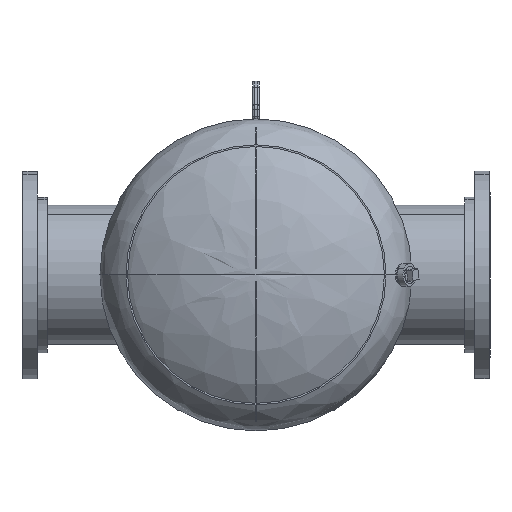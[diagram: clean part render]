
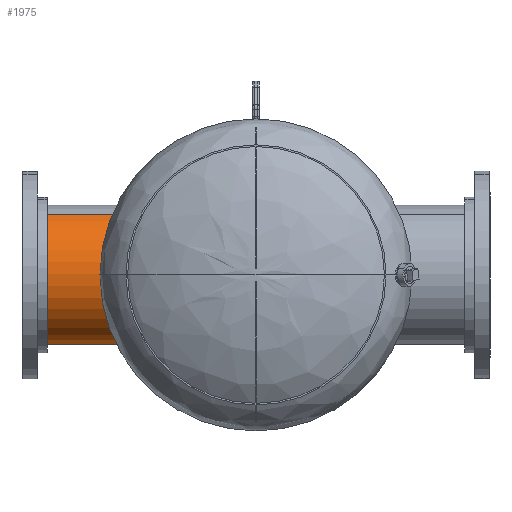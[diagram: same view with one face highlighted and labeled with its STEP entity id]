
A CAD part, front view. The second image highlights one B-rep face of the part: STEP entity #1975.
In plain terms, the highlighted cylindrical face has radius 136.525 mm (diameter 273.05 mm), a partial arc.
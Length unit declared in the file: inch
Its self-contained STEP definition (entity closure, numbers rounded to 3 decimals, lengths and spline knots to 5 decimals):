
#219 = DIRECTION ( 'NONE',  ( 0., 0., -1. ) ) ;
#287 = CYLINDRICAL_SURFACE ( 'NONE', #12857, 5.375 ) ;
#335 = CARTESIAN_POINT ( 'NONE',  ( 0., 8., 0. ) ) ;
#369 = VECTOR ( 'NONE', #2448, 39.37008 ) ;
#1436 = CARTESIAN_POINT ( 'NONE',  ( 0., 0., 5.375 ) ) ;
#1975 = ADVANCED_FACE ( 'NONE', ( #8849 ), #287, .T. ) ;
#2422 = CARTESIAN_POINT ( 'NONE',  ( 0., 8., 0. ) ) ;
#2448 = DIRECTION ( 'NONE',  ( 0., -1., 0. ) ) ;
#3234 = VERTEX_POINT ( 'NONE', #11570 ) ;
#3333 = CIRCLE ( 'NONE', #5564, 5.375 ) ;
#3474 = CARTESIAN_POINT ( 'NONE',  ( 0., 8., 5.375 ) ) ;
#3504 = EDGE_LOOP ( 'NONE', ( #7385, #9044, #4149, #11752 ) ) ;
#4149 = ORIENTED_EDGE ( 'NONE', *, *, #10669, .T. ) ;
#4257 = CIRCLE ( 'NONE', #11089, 5.375 ) ;
#4560 = DIRECTION ( 'NONE',  ( 0., -1., 0. ) ) ;
#4706 = VECTOR ( 'NONE', #4560, 39.37008 ) ;
#4827 = CARTESIAN_POINT ( 'NONE',  ( 0., 0., 0. ) ) ;
#4890 = DIRECTION ( 'NONE',  ( 0., 0., 1. ) ) ;
#5564 = AXIS2_PLACEMENT_3D ( 'NONE', #335, #8822, #7906 ) ;
#5733 = CARTESIAN_POINT ( 'NONE',  ( 0., 8., -5.375 ) ) ;
#6175 = VERTEX_POINT ( 'NONE', #10844 ) ;
#7385 = ORIENTED_EDGE ( 'NONE', *, *, #9316, .F. ) ;
#7556 = EDGE_CURVE ( 'NONE', #3234, #6175, #3333, .T. ) ;
#7700 = VERTEX_POINT ( 'NONE', #1436 ) ;
#7906 = DIRECTION ( 'NONE',  ( 0., 0., 1. ) ) ;
#8822 = DIRECTION ( 'NONE',  ( 0., 1., 0. ) ) ;
#8849 = FACE_OUTER_BOUND ( 'NONE', #3504, .T. ) ;
#9044 = ORIENTED_EDGE ( 'NONE', *, *, #7556, .F. ) ;
#9316 = EDGE_CURVE ( 'NONE', #6175, #7700, #10037, .T. ) ;
#9816 = DIRECTION ( 'NONE',  ( 0., -1., 0. ) ) ;
#9936 = CARTESIAN_POINT ( 'NONE',  ( 0., 0., -5.375 ) ) ;
#10037 = LINE ( 'NONE', #3474, #369 ) ;
#10276 = DIRECTION ( 'NONE',  ( 0., 1., 0. ) ) ;
#10512 = VERTEX_POINT ( 'NONE', #9936 ) ;
#10669 = EDGE_CURVE ( 'NONE', #3234, #10512, #11770, .T. ) ;
#10844 = CARTESIAN_POINT ( 'NONE',  ( 0., 8., 5.375 ) ) ;
#11089 = AXIS2_PLACEMENT_3D ( 'NONE', #4827, #10276, #4890 ) ;
#11570 = CARTESIAN_POINT ( 'NONE',  ( 0., 8., -5.375 ) ) ;
#11752 = ORIENTED_EDGE ( 'NONE', *, *, #13333, .T. ) ;
#11770 = LINE ( 'NONE', #5733, #4706 ) ;
#12857 = AXIS2_PLACEMENT_3D ( 'NONE', #2422, #9816, #219 ) ;
#13333 = EDGE_CURVE ( 'NONE', #10512, #7700, #4257, .T. ) ;
